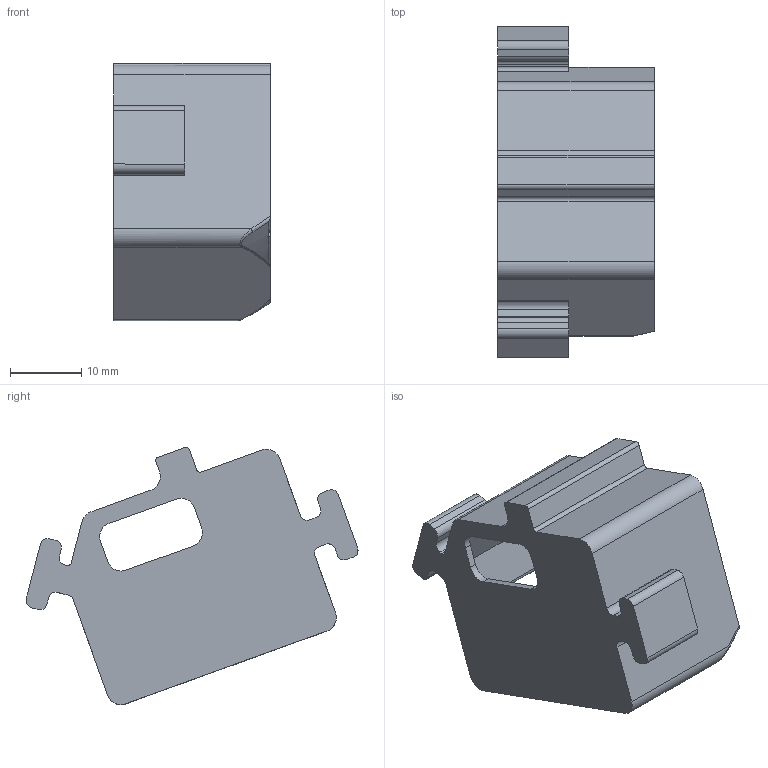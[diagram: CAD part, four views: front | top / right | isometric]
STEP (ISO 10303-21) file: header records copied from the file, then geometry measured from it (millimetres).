
FILE_DESCRIPTION(('FreeCAD Model'),'2;1');
FILE_NAME('Open CASCADE Shape Model','2025-05-03T07:10:05',(''),(''), 'Open CASCADE STEP processor 7.6','FreeCAD','Unknown');
FILE_SCHEMA(('AUTOMOTIVE_DESIGN { 1 0 10303 214 1 1 1 1 }'));
Length unit declared in the file: millimetre
Products named in the file (1): motor_frame_2-1_edited
Bounding box: 22.01 x 46.58 x 36.11 mm (x, y, z)
Volume: 5892.6 mm3; surface area: 6977.1 mm2
Topology: 1 solids, 1 shells, 118 faces, 357 edges, 241 vertices
Faces by surface type: plane 54, cylinder 49, bspline 12, sphere 3
Entity records: 5215 total; most frequent: CARTESIAN_POINT 2025, ORIENTED_EDGE 714, DIRECTION 624, EDGE_CURVE 357, VERTEX_POINT 241, LINE 214, VECTOR 214, AXIS2_PLACEMENT_3D 205
